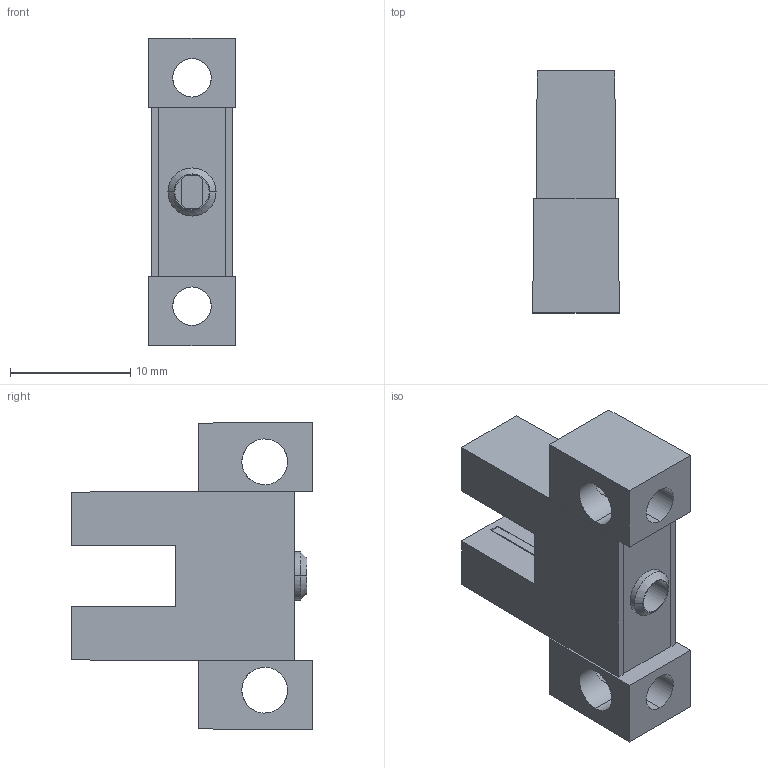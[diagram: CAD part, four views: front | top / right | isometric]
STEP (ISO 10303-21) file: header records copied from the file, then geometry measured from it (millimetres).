
FILE_DESCRIPTION((''),'2;1');
FILE_NAME('PM-K45_ASM','2019-07-17T',('Administrator'),(''),'PRO/ENGINEER BY PARAMETRIC TECHNOLOGY CORPORATION, 2013430','PRO/ENGINEER BY PARAMETRIC TECHNOLOGY CORPORATION, 2013430','');
FILE_SCHEMA(('CONFIG_CONTROL_DESIGN'));
Length unit declared in the file: millimetre
Products named in the file (4): PM-K45; 670-1; PM-K45A; PM-K45_ASM
Assembly tree (3 placements, depth 2):
  PM-K45_ASM
    PM-K45
    670-1
    PM-K45A
Bounding box: 7.2 x 20.1 x 25.6 mm (x, y, z)
Volume: 1269.2 mm3; surface area: 2733.4 mm2
Topology: 3 solids, 3 shells, 210 faces, 550 edges, 346 vertices
Faces by surface type: plane 150, cylinder 38, cone 18, bspline 4
Entity records: 6892 total; most frequent: CARTESIAN_POINT 1677, ORIENTED_EDGE 1092, DIRECTION 990, EDGE_CURVE 546, VECTOR 456, LINE 456, VERTEX_POINT 346, AXIS2_PLACEMENT_3D 267
